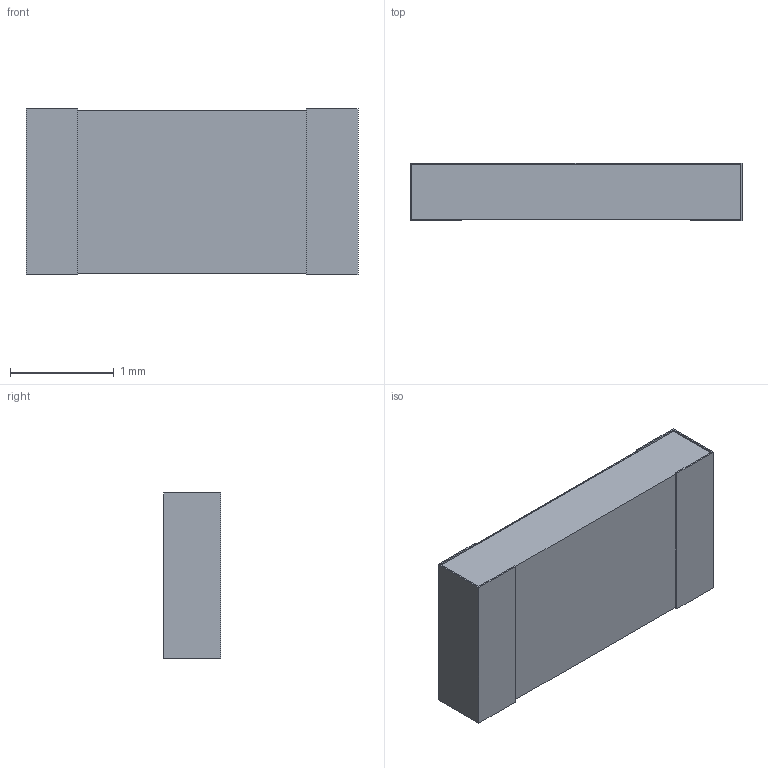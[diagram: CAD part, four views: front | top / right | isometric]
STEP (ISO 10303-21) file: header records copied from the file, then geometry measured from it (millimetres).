
FILE_DESCRIPTION(('FreeCAD Model'),'2;1');
FILE_NAME('Open CASCADE Shape Model','2025-12-04T12:24:19',(''),(''), 'Open CASCADE STEP processor 7.8','FreeCAD','Unknown');
FILE_SCHEMA(('AUTOMOTIVE_DESIGN { 1 0 10303 214 1 1 1 1 }'));
Length unit declared in the file: millimetre
Products named in the file (3): SEI_RESC3216X055; RMCF1206; Extrude
Assembly tree (2 placements, depth 2):
  SEI_RESC3216X055
    RMCF1206
    Extrude
Bounding box: 3.2 x 0.55 x 1.6 mm (x, y, z)
Volume: 2.7 mm3; surface area: 32.6 mm2
Topology: 8 solids, 8 shells, 158 faces, 426 edges, 284 vertices
Faces by surface type: extrusion 114, plane 44
Entity records: 10917 total; most frequent: CARTESIAN_POINT 2863, DIRECTION 1030, VECTOR 936, ORIENTED_EDGE 852, PCURVE 852, DEFINITIONAL_REPRESENTATION 852, LINE 822, B_SPLINE_CURVE_WITH_KNOTS 570
